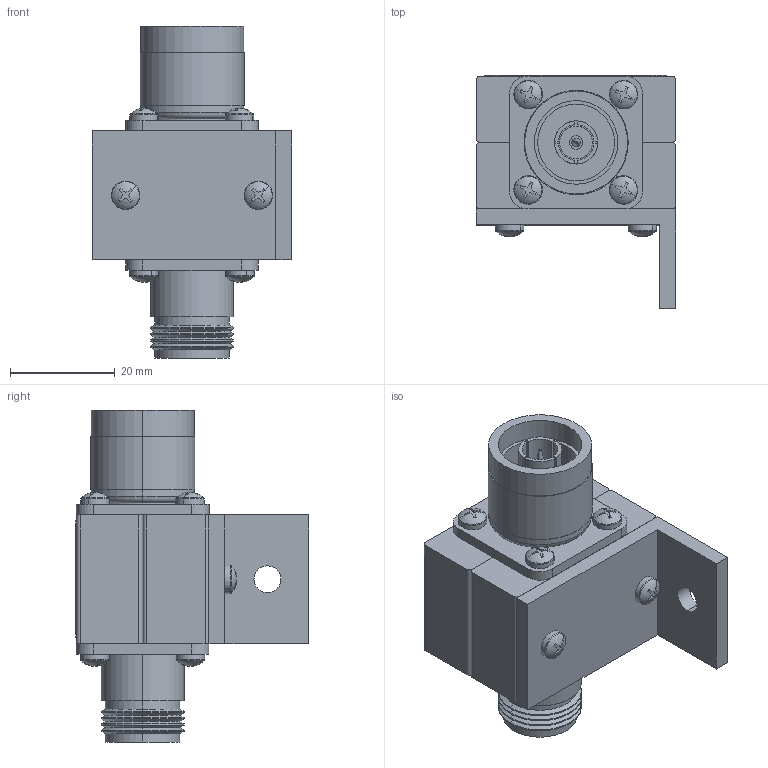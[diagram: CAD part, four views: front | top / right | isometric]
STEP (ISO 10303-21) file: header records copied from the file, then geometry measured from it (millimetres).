
FILE_DESCRIPTION (( 'STEP AP214' ), '1' );
FILE_NAME ('IS-50NX-C0-ME.STEP', '2019-07-30T19:52:45', ( '' ), ( '' ), 'SwSTEP 2.0', 'SolidWorks 2019', '' );
FILE_SCHEMA (( 'AUTOMOTIVE_DESIGN' ));
Length unit declared in the file: inch
Products named in the file (13): 2011-6100-01; Solder_2600-163; 1081-0251-05; 7020-0463; Solder_2600-166; 9040-0576; 5100-0006; 9030-0084; 2012-6100; 2012-6100-02; IS-50NX-C0-ME; 5230-0002; 5100-0007
Assembly tree (19 placements, depth 4):
  Solder_2600-163
  Solder_2600-166
  IS-50NX-C0-ME
    9030-0084
      5100-0007
    5100-0006
    2011-6100-01
    1081-0251-05  x10
    9040-0576
      2012-6100-02
        2012-6100
    5230-0002
    7020-0463
Bounding box: 38.1 x 44.6 x 63.5 mm (x, y, z)
Volume: 31346.2 mm3; surface area: 21185.5 mm2
Topology: 16 solids, 16 shells, 2593 faces, 6403 edges, 3971 vertices
Faces by surface type: plane 1044, cone 542, cylinder 518, bspline 439, torus 48, sphere 2
Entity records: 88906 total; most frequent: CARTESIAN_POINT 33974, ORIENTED_EDGE 8618, DIRECTION 6367, EDGE_CURVE 4309, LINE 2901, VECTOR 2901, VERTEX_POINT 2828, EDGE_LOOP 1805
